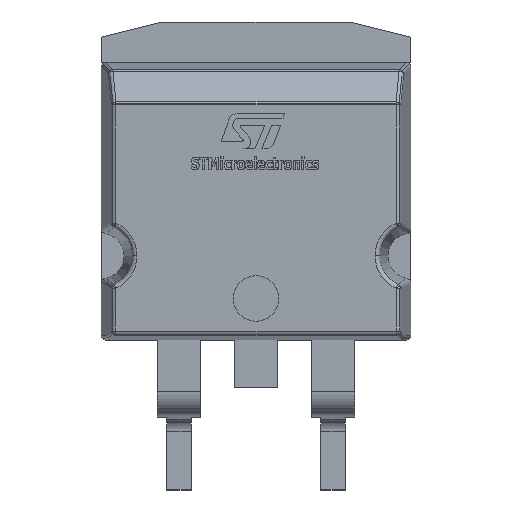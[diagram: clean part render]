
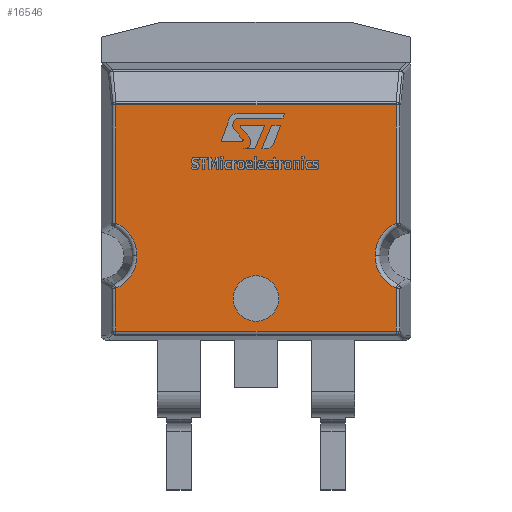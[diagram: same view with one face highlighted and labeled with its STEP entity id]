
A CAD part, top view. The second image highlights one B-rep face of the part: STEP entity #16546.
In plain terms, the highlighted planar face has unit normal (0, 0, 1).
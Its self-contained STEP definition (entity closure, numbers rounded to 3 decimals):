
#135 = AXIS2_PLACEMENT_3D ( 'NONE', #12374, #2576, #14019 ) ;
#242 = AXIS2_PLACEMENT_3D ( 'NONE', #666, #12132, #2321 ) ;
#666 = CARTESIAN_POINT ( 'NONE',  ( -5.1, 0., 4.6 ) ) ;
#794 = DIRECTION ( 'NONE',  ( 0., -1., 0. ) ) ;
#902 = ORIENTED_EDGE ( 'NONE', *, *, #14804, .F. ) ;
#906 = EDGE_CURVE ( 'NONE', #19552, #16788, #2975, .T. ) ;
#1300 = AXIS2_PLACEMENT_3D ( 'NONE', #2044, #13508, #3702 ) ;
#1527 = LINE ( 'NONE', #2726, #18413 ) ;
#1591 = ORIENTED_EDGE ( 'NONE', *, *, #6956, .F. ) ;
#1846 = VERTEX_POINT ( 'NONE', #13847 ) ;
#2044 = CARTESIAN_POINT ( 'NONE',  ( 5.1, 0., 4.6 ) ) ;
#2321 = DIRECTION ( 'NONE',  ( 1., 0., 0. ) ) ;
#2399 = CIRCLE ( 'NONE', #135, 1.177 ) ;
#2576 = DIRECTION ( 'NONE',  ( 0., 0., 1. ) ) ;
#2726 = CARTESIAN_POINT ( 'NONE',  ( 4.618, 0.659, 4.6 ) ) ;
#2775 = ORIENTED_EDGE ( 'NONE', *, *, #13874, .F. ) ;
#2975 = CIRCLE ( 'NONE', #3471, 0.75 ) ;
#3062 = CARTESIAN_POINT ( 'NONE',  ( -4.618, 4.973, 4.6 ) ) ;
#3162 = CIRCLE ( 'NONE', #11047, 0.75 ) ;
#3471 = AXIS2_PLACEMENT_3D ( 'NONE', #11593, #20965, #16346 ) ;
#3595 = EDGE_CURVE ( 'NONE', #7807, #1846, #11271, .T. ) ;
#3702 = DIRECTION ( 'NONE',  ( -1., 0., 0. ) ) ;
#4491 = VERTEX_POINT ( 'NONE', #6323 ) ;
#4943 = CIRCLE ( 'NONE', #242, 1.177 ) ;
#4989 = CARTESIAN_POINT ( 'NONE',  ( 0., 1.802, 4.6 ) ) ;
#5096 = CARTESIAN_POINT ( 'NONE',  ( 4.618, -1.073, 4.6 ) ) ;
#5104 = EDGE_CURVE ( 'NONE', #15522, #4491, #2399, .T. ) ;
#5297 = CARTESIAN_POINT ( 'NONE',  ( -4.618, 1.073, 4.6 ) ) ;
#5372 = CARTESIAN_POINT ( 'NONE',  ( 5.1, 0., 4.6 ) ) ;
#5441 = VECTOR ( 'NONE', #20165, 1000. ) ;
#5946 = LINE ( 'NONE', #18539, #5441 ) ;
#6323 = CARTESIAN_POINT ( 'NONE',  ( -3.923, 0., 4.6 ) ) ;
#6607 = EDGE_CURVE ( 'NONE', #16788, #19552, #3162, .T. ) ;
#6656 = DIRECTION ( 'NONE',  ( 1., 0., 0. ) ) ;
#6713 = ORIENTED_EDGE ( 'NONE', *, *, #15672, .F. ) ;
#6779 = VECTOR ( 'NONE', #11935, 1000. ) ;
#6937 = CARTESIAN_POINT ( 'NONE',  ( -1.275, -2.481, 4.6 ) ) ;
#6956 = EDGE_CURVE ( 'NONE', #20088, #15576, #5946, .T. ) ;
#6969 = ORIENTED_EDGE ( 'NONE', *, *, #12012, .F. ) ;
#7006 = DIRECTION ( 'NONE',  ( -1., 0., 0. ) ) ;
#7366 = VERTEX_POINT ( 'NONE', #10633 ) ;
#7425 = VECTOR ( 'NONE', #10443, 1000. ) ;
#7503 = DIRECTION ( 'NONE',  ( 0., -1., 0. ) ) ;
#7561 = DIRECTION ( 'NONE',  ( 0., 0., -1. ) ) ;
#7807 = VERTEX_POINT ( 'NONE', #12099 ) ;
#8034 = VERTEX_POINT ( 'NONE', #19265 ) ;
#8205 = PLANE ( 'NONE',  #19013 ) ;
#8282 = ORIENTED_EDGE ( 'NONE', *, *, #13604, .F. ) ;
#8585 = VERTEX_POINT ( 'NONE', #5297 ) ;
#8773 = CARTESIAN_POINT ( 'NONE',  ( -4.618, 2.946, 4.6 ) ) ;
#9058 = CARTESIAN_POINT ( 'NONE',  ( -0.75, -1.408, 4.6 ) ) ;
#10006 = CARTESIAN_POINT ( 'NONE',  ( -4.618, -1.073, 4.6 ) ) ;
#10443 = DIRECTION ( 'NONE',  ( 0., 1., 0. ) ) ;
#10633 = CARTESIAN_POINT ( 'NONE',  ( 4.618, -2.481, 4.6 ) ) ;
#11047 = AXIS2_PLACEMENT_3D ( 'NONE', #17343, #7561, #18981 ) ;
#11139 = ORIENTED_EDGE ( 'NONE', *, *, #12101, .F. ) ;
#11219 = ORIENTED_EDGE ( 'NONE', *, *, #906, .T. ) ;
#11271 = CIRCLE ( 'NONE', #11909, 1.177 ) ;
#11481 = EDGE_LOOP ( 'NONE', ( #902, #1591, #11139, #6713, #19404, #2775, #8282, #16228, #6969, #13448 ) ) ;
#11549 = FACE_OUTER_BOUND ( 'NONE', #11481, .T. ) ;
#11593 = CARTESIAN_POINT ( 'NONE',  ( 0., -1.408, 4.6 ) ) ;
#11909 = AXIS2_PLACEMENT_3D ( 'NONE', #5372, #16778, #7006 ) ;
#11935 = DIRECTION ( 'NONE',  ( -1., 0., 0. ) ) ;
#12012 = EDGE_CURVE ( 'NONE', #1846, #14427, #19499, .T. ) ;
#12099 = CARTESIAN_POINT ( 'NONE',  ( 4.618, 1.073, 4.6 ) ) ;
#12101 = EDGE_CURVE ( 'NONE', #8585, #20088, #20430, .T. ) ;
#12132 = DIRECTION ( 'NONE',  ( 0., 0., 1. ) ) ;
#12219 = ORIENTED_EDGE ( 'NONE', *, *, #6607, .T. ) ;
#12265 = CARTESIAN_POINT ( 'NONE',  ( 4.618, 0.659, 4.6 ) ) ;
#12374 = CARTESIAN_POINT ( 'NONE',  ( -5.1, 0., 4.6 ) ) ;
#13286 = CARTESIAN_POINT ( 'NONE',  ( -4.618, 2.946, 4.6 ) ) ;
#13448 = ORIENTED_EDGE ( 'NONE', *, *, #3595, .F. ) ;
#13508 = DIRECTION ( 'NONE',  ( 0., 0., 1. ) ) ;
#13604 = EDGE_CURVE ( 'NONE', #7366, #8034, #15449, .T. ) ;
#13847 = CARTESIAN_POINT ( 'NONE',  ( 3.923, 0., 4.6 ) ) ;
#13874 = EDGE_CURVE ( 'NONE', #8034, #15522, #14934, .T. ) ;
#14019 = DIRECTION ( 'NONE',  ( 1., 0., 0. ) ) ;
#14427 = VERTEX_POINT ( 'NONE', #5096 ) ;
#14757 = VECTOR ( 'NONE', #794, 1000. ) ;
#14804 = EDGE_CURVE ( 'NONE', #15576, #7807, #1527, .T. ) ;
#14911 = DIRECTION ( 'NONE',  ( 0., 1., 0. ) ) ;
#14934 = LINE ( 'NONE', #13286, #17213 ) ;
#15449 = LINE ( 'NONE', #6937, #6779 ) ;
#15522 = VERTEX_POINT ( 'NONE', #10006 ) ;
#15576 = VERTEX_POINT ( 'NONE', #18320 ) ;
#15672 = EDGE_CURVE ( 'NONE', #4491, #8585, #4943, .T. ) ;
#15863 = FACE_BOUND ( 'NONE', #17381, .T. ) ;
#16228 = ORIENTED_EDGE ( 'NONE', *, *, #17383, .F. ) ;
#16346 = DIRECTION ( 'NONE',  ( -1., 0., 0. ) ) ;
#16411 = DIRECTION ( 'NONE',  ( 0., 0., 1. ) ) ;
#16546 = ADVANCED_FACE ( 'NONE', ( #11549, #15863 ), #8205, .T. ) ;
#16778 = DIRECTION ( 'NONE',  ( 0., 0., 1. ) ) ;
#16788 = VERTEX_POINT ( 'NONE', #9058 ) ;
#17213 = VECTOR ( 'NONE', #14911, 1000. ) ;
#17343 = CARTESIAN_POINT ( 'NONE',  ( 0., -1.408, 4.6 ) ) ;
#17381 = EDGE_LOOP ( 'NONE', ( #12219, #11219 ) ) ;
#17383 = EDGE_CURVE ( 'NONE', #14427, #7366, #19092, .T. ) ;
#18320 = CARTESIAN_POINT ( 'NONE',  ( 4.618, 4.973, 4.6 ) ) ;
#18413 = VECTOR ( 'NONE', #7503, 1000. ) ;
#18539 = CARTESIAN_POINT ( 'NONE',  ( 0.638, 4.973, 4.6 ) ) ;
#18981 = DIRECTION ( 'NONE',  ( -1., 0., 0. ) ) ;
#19013 = AXIS2_PLACEMENT_3D ( 'NONE', #4989, #16411, #6656 ) ;
#19092 = LINE ( 'NONE', #12265, #14757 ) ;
#19265 = CARTESIAN_POINT ( 'NONE',  ( -4.618, -2.481, 4.6 ) ) ;
#19360 = CARTESIAN_POINT ( 'NONE',  ( 0.75, -1.408, 4.6 ) ) ;
#19404 = ORIENTED_EDGE ( 'NONE', *, *, #5104, .F. ) ;
#19499 = CIRCLE ( 'NONE', #1300, 1.177 ) ;
#19552 = VERTEX_POINT ( 'NONE', #19360 ) ;
#20088 = VERTEX_POINT ( 'NONE', #3062 ) ;
#20165 = DIRECTION ( 'NONE',  ( 1., 0., 0. ) ) ;
#20430 = LINE ( 'NONE', #8773, #7425 ) ;
#20965 = DIRECTION ( 'NONE',  ( 0., 0., -1. ) ) ;
